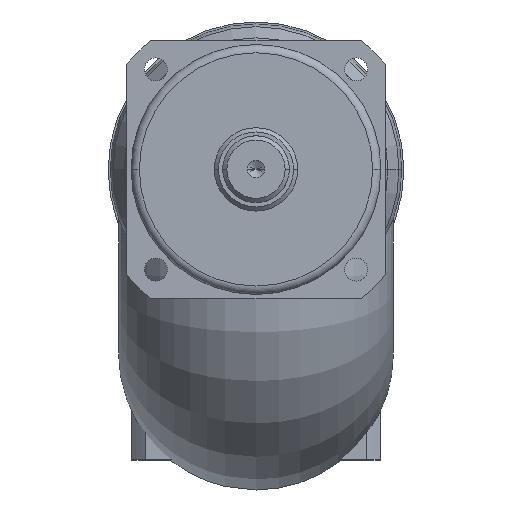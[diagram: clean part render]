
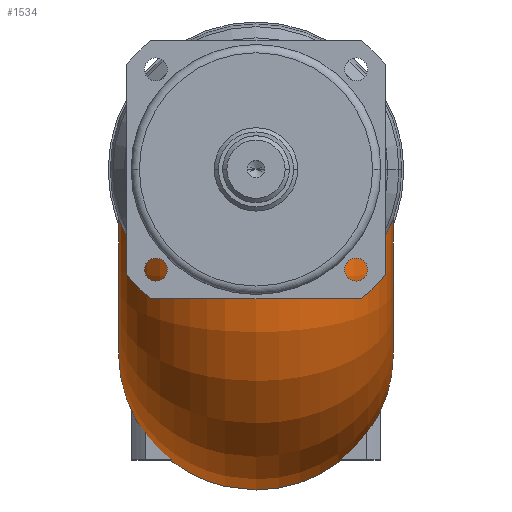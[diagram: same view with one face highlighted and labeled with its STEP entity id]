
A CAD part, top view. The second image highlights one B-rep face of the part: STEP entity #1534.
In plain terms, the highlighted toroidal (fillet/blend) face has major radius 22 mm and minor radius 33 mm.
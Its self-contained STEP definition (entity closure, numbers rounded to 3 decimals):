
#104 = DIRECTION ( 'NONE',  ( 0., 0., -1. ) ) ;
#219 = CARTESIAN_POINT ( 'NONE',  ( 7.939, -22., -72.473 ) ) ;
#225 = AXIS2_PLACEMENT_3D ( 'NONE', #2130, #291, #2440 ) ;
#231 = CARTESIAN_POINT ( 'NONE',  ( -29.819, -22., -24.242 ) ) ;
#247 = CARTESIAN_POINT ( 'NONE',  ( 0., -22., -73.4 ) ) ;
#282 = CARTESIAN_POINT ( 'NONE',  ( 0., -22., -73.4 ) ) ;
#291 = DIRECTION ( 'NONE',  ( 0., 0., -1. ) ) ;
#302 = AXIS2_PLACEMENT_3D ( 'NONE', #509, #2652, #814 ) ;
#312 = ORIENTED_EDGE ( 'NONE', *, *, #1431, .T. ) ;
#509 = CARTESIAN_POINT ( 'NONE',  ( 0., 0., -18.4 ) ) ;
#527 = EDGE_CURVE ( 'NONE', #914, #2083, #557, .T. ) ;
#557 = CIRCLE ( 'NONE', #1137, 33. ) ;
#814 = DIRECTION ( 'NONE',  ( -1., 0., 0. ) ) ;
#845 = EDGE_CURVE ( 'NONE', #3133, #2083, #3000, .T. ) ;
#849 = CARTESIAN_POINT ( 'NONE',  ( -24.593, -22., -18.399 ) ) ;
#875 = DIRECTION ( 'NONE',  ( 0., 0., -1. ) ) ;
#902 = CARTESIAN_POINT ( 'NONE',  ( 24.593, -22., -18.399 ) ) ;
#914 = VERTEX_POINT ( 'NONE', #1741 ) ;
#1137 = AXIS2_PLACEMENT_3D ( 'NONE', #1935, #104, #2246 ) ;
#1156 = CARTESIAN_POINT ( 'NONE',  ( -33., -22., -31.952 ) ) ;
#1187 = ORIENTED_EDGE ( 'NONE', *, *, #1573, .T. ) ;
#1228 = VERTEX_POINT ( 'NONE', #3031 ) ;
#1325 = CARTESIAN_POINT ( 'NONE',  ( 33., -22., -31.952 ) ) ;
#1343 = ORIENTED_EDGE ( 'NONE', *, *, #845, .F. ) ;
#1431 = EDGE_CURVE ( 'NONE', #3680, #1228, #2121, .T. ) ;
#1434 = CARTESIAN_POINT ( 'NONE',  ( 2.715, -22., -73.326 ) ) ;
#1469 = CARTESIAN_POINT ( 'NONE',  ( -22.945, -22., -68.122 ) ) ;
#1481 = DIRECTION ( 'NONE',  ( 1., 0., 0. ) ) ;
#1515 = EDGE_CURVE ( 'NONE', #3680, #3133, #1632, .T. ) ;
#1534 = ADVANCED_FACE ( 'NONE', ( #2862 ), #3678, .T. ) ;
#1573 = EDGE_CURVE ( 'NONE', #1228, #914, #1949, .T. ) ;
#1632 = B_SPLINE_CURVE_WITH_KNOTS ( 'NONE', 3,
 ( #849, #231, #1156, #3292, #1469, #3611, #1776, #3928, #2091, #247 ),
 .UNSPECIFIED., .F., .F.,
 ( 4, 2, 1, 1, 1, 1, 4 ),
 ( 0.634, 0.75, 0.95, 0.963, 0.975, 0.988, 1. ),
 .UNSPECIFIED. ) ;
#1741 = CARTESIAN_POINT ( 'NONE',  ( 33., 0., -18.4 ) ) ;
#1776 = CARTESIAN_POINT ( 'NONE',  ( -5.361, -22., -73.002 ) ) ;
#1935 = CARTESIAN_POINT ( 'NONE',  ( 0., 0., -18.4 ) ) ;
#1944 = ORIENTED_EDGE ( 'NONE', *, *, #527, .T. ) ;
#1949 = CIRCLE ( 'NONE', #225, 33. ) ;
#1998 = CARTESIAN_POINT ( 'NONE',  ( 24.593, -22., -18.399 ) ) ;
#2061 = CARTESIAN_POINT ( 'NONE',  ( 5.361, -22., -73.002 ) ) ;
#2083 = VERTEX_POINT ( 'NONE', #902 ) ;
#2091 = CARTESIAN_POINT ( 'NONE',  ( -0.911, -22., -73.4 ) ) ;
#2121 = CIRCLE ( 'NONE', #302, 33. ) ;
#2130 = CARTESIAN_POINT ( 'NONE',  ( 0., 0., -18.4 ) ) ;
#2212 = CARTESIAN_POINT ( 'NONE',  ( -24.593, -22., -18.399 ) ) ;
#2246 = DIRECTION ( 'NONE',  ( -1., 0., 0. ) ) ;
#2363 = CARTESIAN_POINT ( 'NONE',  ( 22.945, -22., -68.122 ) ) ;
#2440 = DIRECTION ( 'NONE',  ( -1., 0., 0. ) ) ;
#2542 = CARTESIAN_POINT ( 'NONE',  ( 33., -22., -54.971 ) ) ;
#2652 = DIRECTION ( 'NONE',  ( 0., 0., -1. ) ) ;
#2862 = FACE_OUTER_BOUND ( 'NONE', #2933, .T. ) ;
#2933 = EDGE_LOOP ( 'NONE', ( #3476, #312, #1187, #1944, #1343 ) ) ;
#3000 = B_SPLINE_CURVE_WITH_KNOTS ( 'NONE', 3,
 ( #3886, #3578, #1434, #2061, #219, #2363, #2542, #1325, #3829, #1998 ),
 .UNSPECIFIED., .F., .F.,
 ( 4, 1, 1, 1, 1, 2, 4 ),
 ( 0., 0.012, 0.025, 0.038, 0.05, 0.25, 0.366 ),
 .UNSPECIFIED. ) ;
#3031 = CARTESIAN_POINT ( 'NONE',  ( -33., 0., -18.4 ) ) ;
#3133 = VERTEX_POINT ( 'NONE', #282 ) ;
#3292 = CARTESIAN_POINT ( 'NONE',  ( -33., -22., -54.971 ) ) ;
#3476 = ORIENTED_EDGE ( 'NONE', *, *, #1515, .F. ) ;
#3578 = CARTESIAN_POINT ( 'NONE',  ( 0.911, -22., -73.4 ) ) ;
#3586 = AXIS2_PLACEMENT_3D ( 'NONE', #3938, #1481, #875 ) ;
#3611 = CARTESIAN_POINT ( 'NONE',  ( -7.939, -22., -72.473 ) ) ;
#3678 = TOROIDAL_SURFACE ( 'NONE', #3586, 22., 33. ) ;
#3680 = VERTEX_POINT ( 'NONE', #2212 ) ;
#3829 = CARTESIAN_POINT ( 'NONE',  ( 29.819, -22., -24.242 ) ) ;
#3886 = CARTESIAN_POINT ( 'NONE',  ( 0., -22., -73.4 ) ) ;
#3928 = CARTESIAN_POINT ( 'NONE',  ( -2.715, -22., -73.326 ) ) ;
#3938 = CARTESIAN_POINT ( 'NONE',  ( 0., -22., -18.4 ) ) ;
